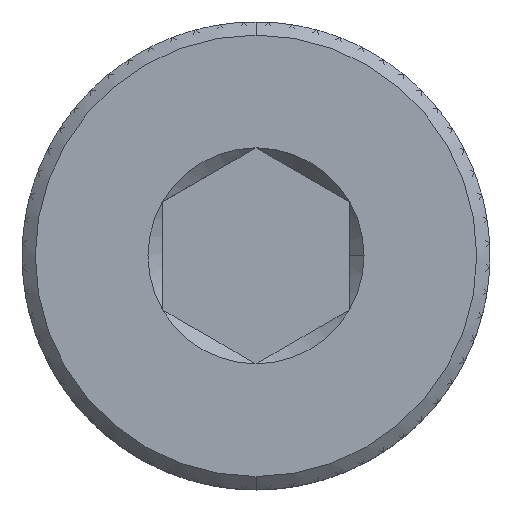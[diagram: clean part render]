
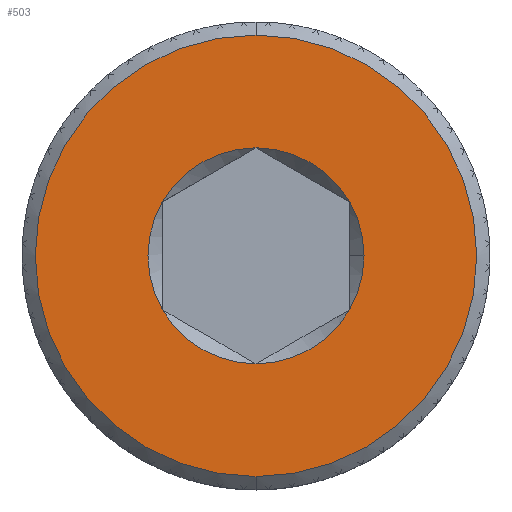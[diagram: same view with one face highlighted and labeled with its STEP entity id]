
A CAD part, top view. The second image highlights one B-rep face of the part: STEP entity #503.
In plain terms, the highlighted planar face has unit normal (0, 0, 1).
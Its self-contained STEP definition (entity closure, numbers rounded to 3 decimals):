
#503 = ADVANCED_FACE ( 'NONE', ( #3576, #3582 ), #6296, .T. ) ;
#655 = CARTESIAN_POINT ( 'NONE',  ( 0., 1.155, 0. ) ) ;
#773 = CARTESIAN_POINT ( 'NONE',  ( 0., -1.155, 0. ) ) ;
#843 = CARTESIAN_POINT ( 'NONE',  ( -1., 0.577, 0. ) ) ;
#1383 = ORIENTED_EDGE ( 'NONE', *, *, #8469, .T. ) ;
#1384 = ORIENTED_EDGE ( 'NONE', *, *, #8563, .T. ) ;
#1385 = ORIENTED_EDGE ( 'NONE', *, *, #8562, .F. ) ;
#1386 = ORIENTED_EDGE ( 'NONE', *, *, #8470, .F. ) ;
#1387 = ORIENTED_EDGE ( 'NONE', *, *, #8561, .F. ) ;
#1388 = ORIENTED_EDGE ( 'NONE', *, *, #8560, .F. ) ;
#1389 = ORIENTED_EDGE ( 'NONE', *, *, #8559, .F. ) ;
#1390 = ORIENTED_EDGE ( 'NONE', *, *, #8558, .F. ) ;
#1391 = ORIENTED_EDGE ( 'NONE', *, *, #8557, .F. ) ;
#1923 = EDGE_LOOP ( 'NONE', ( #1391, #1390, #1389, #1388, #1387, #1386, #1385 ) ) ;
#1929 = EDGE_LOOP ( 'NONE', ( #1384, #1383 ) ) ;
#2140 = AXIS2_PLACEMENT_3D ( 'NONE', #10388, #10387, #10385 ) ;
#2141 = AXIS2_PLACEMENT_3D ( 'NONE', #10382, #10381, #10380 ) ;
#2217 = AXIS2_PLACEMENT_3D ( 'NONE', #10237, #10232, #10233 ) ;
#2218 = AXIS2_PLACEMENT_3D ( 'NONE', #10224, #10225, #10220 ) ;
#2219 = AXIS2_PLACEMENT_3D ( 'NONE', #10216, #10211, #10212 ) ;
#2220 = AXIS2_PLACEMENT_3D ( 'NONE', #10203, #10204, #10196 ) ;
#2221 = AXIS2_PLACEMENT_3D ( 'NONE', #10191, #10192, #10187 ) ;
#2222 = AXIS2_PLACEMENT_3D ( 'NONE', #10182, #10175, #10176 ) ;
#2223 = AXIS2_PLACEMENT_3D ( 'NONE', #10165, #10166, #10161 ) ;
#3576 = FACE_BOUND ( 'NONE', #1923, .T. ) ;
#3582 = FACE_OUTER_BOUND ( 'NONE', #1929, .T. ) ;
#3763 = CIRCLE ( 'NONE', #2141, 1.155 ) ;
#3771 = CIRCLE ( 'NONE', #2140, 2.36 ) ;
#3851 = CIRCLE ( 'NONE', #2217, 1.155 ) ;
#3852 = CIRCLE ( 'NONE', #2219, 1.155 ) ;
#3853 = CIRCLE ( 'NONE', #2218, 1.155 ) ;
#3854 = CIRCLE ( 'NONE', #2220, 1.155 ) ;
#3855 = CIRCLE ( 'NONE', #2221, 1.155 ) ;
#3856 = CIRCLE ( 'NONE', #2222, 1.155 ) ;
#3857 = CIRCLE ( 'NONE', #2223, 2.36 ) ;
#5243 = VERTEX_POINT ( 'NONE', #5946 ) ;
#5248 = VERTEX_POINT ( 'NONE', #5940 ) ;
#5250 = VERTEX_POINT ( 'NONE', #5938 ) ;
#5251 = VERTEX_POINT ( 'NONE', #5936 ) ;
#5292 = VERTEX_POINT ( 'NONE', #5883 ) ;
#5315 = VERTEX_POINT ( 'NONE', #5852 ) ;
#5433 = VERTEX_POINT ( 'NONE', #655 ) ;
#5545 = VERTEX_POINT ( 'NONE', #843 ) ;
#5615 = VERTEX_POINT ( 'NONE', #773 ) ;
#5852 = CARTESIAN_POINT ( 'NONE',  ( -1., -0.577, 0. ) ) ;
#5883 = CARTESIAN_POINT ( 'NONE',  ( 1., -0.577, 0. ) ) ;
#5936 = CARTESIAN_POINT ( 'NONE',  ( 1., 0.577, 0. ) ) ;
#5938 = CARTESIAN_POINT ( 'NONE',  ( 0., 2.36, 0. ) ) ;
#5940 = CARTESIAN_POINT ( 'NONE',  ( 0., -2.36, 0. ) ) ;
#5946 = CARTESIAN_POINT ( 'NONE',  ( 1.155, 0., 0. ) ) ;
#6293 = DIRECTION ( 'NONE',  ( 0., 0., 1. ) ) ;
#6294 = DIRECTION ( 'NONE',  ( 0., -1., 0. ) ) ;
#6296 = PLANE ( 'NONE',  #9432 ) ;
#6299 = CARTESIAN_POINT ( 'NONE',  ( 0., 0., 0. ) ) ;
#8469 = EDGE_CURVE ( 'NONE', #5248, #5250, #3771, .T. ) ;
#8470 = EDGE_CURVE ( 'NONE', #5243, #5251, #3763, .T. ) ;
#8557 = EDGE_CURVE ( 'NONE', #5615, #5292, #3851, .T. ) ;
#8558 = EDGE_CURVE ( 'NONE', #5315, #5615, #3853, .T. ) ;
#8559 = EDGE_CURVE ( 'NONE', #5545, #5315, #3852, .T. ) ;
#8560 = EDGE_CURVE ( 'NONE', #5433, #5545, #3854, .T. ) ;
#8561 = EDGE_CURVE ( 'NONE', #5251, #5433, #3855, .T. ) ;
#8562 = EDGE_CURVE ( 'NONE', #5292, #5243, #3856, .T. ) ;
#8563 = EDGE_CURVE ( 'NONE', #5250, #5248, #3857, .T. ) ;
#9432 = AXIS2_PLACEMENT_3D ( 'NONE', #6299, #6293, #6294 ) ;
#10161 = DIRECTION ( 'NONE',  ( 0., -1., 0. ) ) ;
#10165 = CARTESIAN_POINT ( 'NONE',  ( 0., 0., 0. ) ) ;
#10166 = DIRECTION ( 'NONE',  ( 0., 0., 1. ) ) ;
#10175 = DIRECTION ( 'NONE',  ( 0., 0., 1. ) ) ;
#10176 = DIRECTION ( 'NONE',  ( 1., 0., 0. ) ) ;
#10182 = CARTESIAN_POINT ( 'NONE',  ( 0., 0., 0. ) ) ;
#10187 = DIRECTION ( 'NONE',  ( 1., 0., 0. ) ) ;
#10191 = CARTESIAN_POINT ( 'NONE',  ( 0., 0., 0. ) ) ;
#10192 = DIRECTION ( 'NONE',  ( 0., 0., 1. ) ) ;
#10196 = DIRECTION ( 'NONE',  ( 1., 0., 0. ) ) ;
#10203 = CARTESIAN_POINT ( 'NONE',  ( 0., 0., 0. ) ) ;
#10204 = DIRECTION ( 'NONE',  ( 0., 0., 1. ) ) ;
#10211 = DIRECTION ( 'NONE',  ( 0., 0., 1. ) ) ;
#10212 = DIRECTION ( 'NONE',  ( 1., 0., 0. ) ) ;
#10216 = CARTESIAN_POINT ( 'NONE',  ( 0., 0., 0. ) ) ;
#10220 = DIRECTION ( 'NONE',  ( 1., 0., 0. ) ) ;
#10224 = CARTESIAN_POINT ( 'NONE',  ( 0., 0., 0. ) ) ;
#10225 = DIRECTION ( 'NONE',  ( 0., 0., 1. ) ) ;
#10232 = DIRECTION ( 'NONE',  ( 0., 0., 1. ) ) ;
#10233 = DIRECTION ( 'NONE',  ( 1., 0., 0. ) ) ;
#10237 = CARTESIAN_POINT ( 'NONE',  ( 0., 0., 0. ) ) ;
#10380 = DIRECTION ( 'NONE',  ( 1., 0., 0. ) ) ;
#10381 = DIRECTION ( 'NONE',  ( 0., 0., 1. ) ) ;
#10382 = CARTESIAN_POINT ( 'NONE',  ( 0., 0., 0. ) ) ;
#10385 = DIRECTION ( 'NONE',  ( 0., -1., 0. ) ) ;
#10387 = DIRECTION ( 'NONE',  ( 0., 0., 1. ) ) ;
#10388 = CARTESIAN_POINT ( 'NONE',  ( 0., 0., 0. ) ) ;
